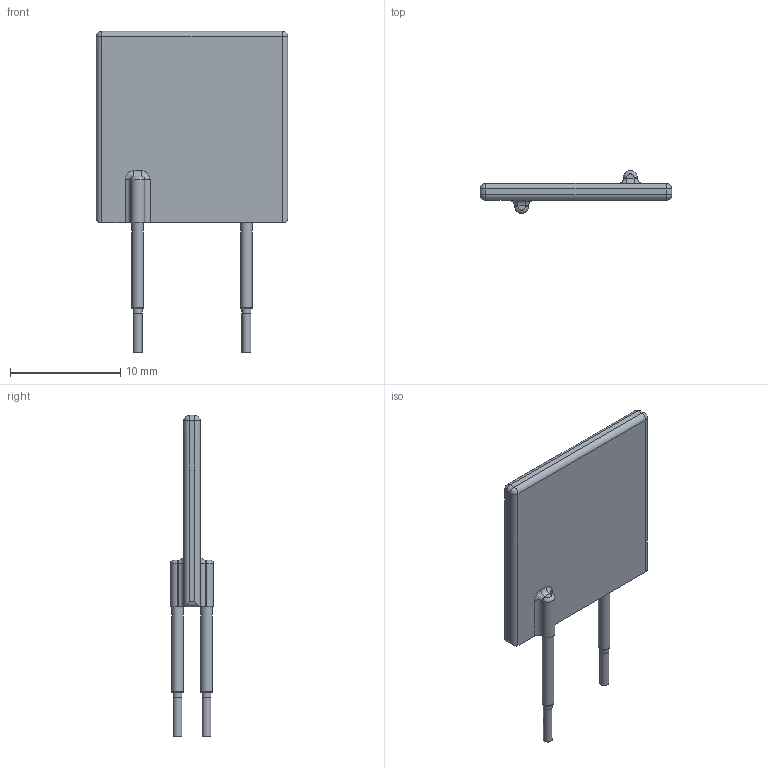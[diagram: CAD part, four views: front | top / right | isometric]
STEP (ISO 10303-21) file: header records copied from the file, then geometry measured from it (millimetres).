
FILE_DESCRIPTION(('FreeCAD Model'),'2;1');
FILE_NAME('fuse-MF-R500.step', '2014-12-26T18:33:56',('FreeCAD'),('FreeCAD'), 'Open CASCADE STEP processor 6.7','FreeCAD','Unknown');
FILE_SCHEMA(('AUTOMOTIVE_DESIGN_CC2 { 1 2 10303 214 -1 1 5 4 }'));
Length unit declared in the file: millimetre
Products named in the file (1): fuse-MR-R500-final
Bounding box: 17.4 x 3.9 x 29.18 mm (x, y, z)
Volume: 478.4 mm3; surface area: 774.2 mm2
Topology: 1 solids, 1 shells, 56 faces, 122 edges, 68 vertices
Faces by surface type: cylinder 28, plane 16, torus 8, sphere 4
Full cylindrical faces by diameter (mm): 0.8 x4, 1.06 x2
Entity records: 3468 total; most frequent: CARTESIAN_POINT 665, DIRECTION 463, ORIENTED_EDGE 236, PCURVE 236, DEFINITIONAL_REPRESENTATION 236, LINE 222, VECTOR 222, EDGE_CURVE 118
